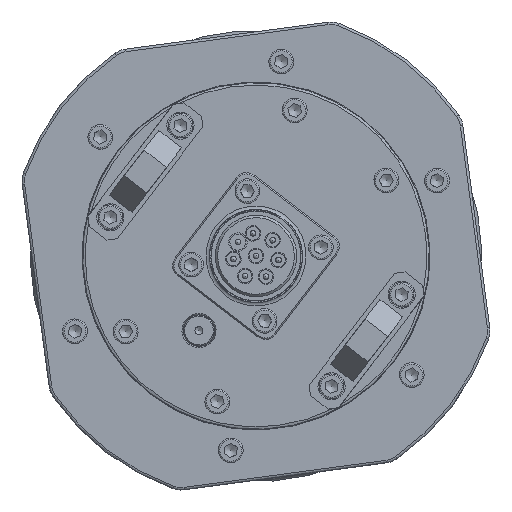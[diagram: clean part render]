
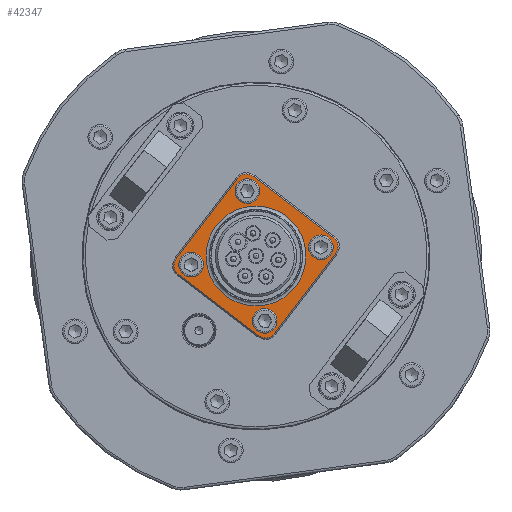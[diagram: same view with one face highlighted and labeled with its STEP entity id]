
A CAD part, left-side view. The second image highlights one B-rep face of the part: STEP entity #42347.
In plain terms, the highlighted planar face has unit normal (-1, 0, 0).
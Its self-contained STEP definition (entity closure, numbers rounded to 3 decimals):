
#2950=LINE('',#61601,#6144);
#2955=LINE('',#61616,#6149);
#2958=LINE('',#61622,#6152);
#2962=LINE('',#61635,#6156);
#6144=VECTOR('',#50446,10.);
#6149=VECTOR('',#50463,10.);
#6152=VECTOR('',#50468,10.);
#6156=VECTOR('',#50484,10.);
#9200=FACE_BOUND('',#12451,.T.);
#9201=FACE_BOUND('',#12452,.T.);
#9202=FACE_BOUND('',#12453,.T.);
#9203=FACE_BOUND('',#12454,.T.);
#9204=FACE_BOUND('',#12455,.T.);
#10009=FACE_OUTER_BOUND('',#12450,.T.);
#12450=EDGE_LOOP('',(#29140,#29141,#29142,#29143,#29144,#29145,#29146,#29147));
#12451=EDGE_LOOP('',(#29148,#29149));
#12452=EDGE_LOOP('',(#29150,#29151));
#12453=EDGE_LOOP('',(#29152,#29153));
#12454=EDGE_LOOP('',(#29154,#29155));
#12455=EDGE_LOOP('',(#29156));
#14888=CIRCLE('',#45169,5.);
#14889=CIRCLE('',#45170,5.);
#14896=CIRCLE('',#45187,5.);
#14897=CIRCLE('',#45188,5.);
#14904=CIRCLE('',#45205,5.);
#14905=CIRCLE('',#45206,5.);
#14912=CIRCLE('',#45223,5.);
#14913=CIRCLE('',#45224,5.);
#14991=CIRCLE('',#45379,4.5);
#14993=CIRCLE('',#45382,4.5);
#14994=CIRCLE('',#45386,4.5);
#14996=CIRCLE('',#45389,4.5);
#14997=CIRCLE('',#45392,20.25);
#16622=VERTEX_POINT('',#61039);
#16623=VERTEX_POINT('',#61040);
#16643=VERTEX_POINT('',#61113);
#16644=VERTEX_POINT('',#61114);
#16664=VERTEX_POINT('',#61187);
#16665=VERTEX_POINT('',#61188);
#16685=VERTEX_POINT('',#61261);
#16686=VERTEX_POINT('',#61262);
#16784=VERTEX_POINT('',#61598);
#16785=VERTEX_POINT('',#61600);
#16786=VERTEX_POINT('',#61604);
#16787=VERTEX_POINT('',#61608);
#16789=VERTEX_POINT('',#61614);
#16790=VERTEX_POINT('',#61618);
#16792=VERTEX_POINT('',#61624);
#16793=VERTEX_POINT('',#61628);
#16795=VERTEX_POINT('',#61637);
#21205=EDGE_CURVE('',#16622,#16623,#14888,.T.);
#21206=EDGE_CURVE('',#16623,#16622,#14889,.T.);
#21234=EDGE_CURVE('',#16643,#16644,#14896,.T.);
#21235=EDGE_CURVE('',#16644,#16643,#14897,.T.);
#21263=EDGE_CURVE('',#16664,#16665,#14904,.T.);
#21264=EDGE_CURVE('',#16665,#16664,#14905,.T.);
#21292=EDGE_CURVE('',#16685,#16686,#14912,.T.);
#21293=EDGE_CURVE('',#16686,#16685,#14913,.T.);
#21441=EDGE_CURVE('',#16784,#16785,#2950,.T.);
#21444=EDGE_CURVE('',#16786,#16784,#14991,.T.);
#21447=EDGE_CURVE('',#16785,#16787,#14993,.T.);
#21449=EDGE_CURVE('',#16789,#16786,#2955,.T.);
#21452=EDGE_CURVE('',#16787,#16790,#2958,.T.);
#21454=EDGE_CURVE('',#16792,#16789,#14994,.T.);
#21457=EDGE_CURVE('',#16790,#16793,#14996,.T.);
#21459=EDGE_CURVE('',#16793,#16792,#2962,.T.);
#21460=EDGE_CURVE('',#16795,#16795,#14997,.T.);
#29140=ORIENTED_EDGE('',*,*,#21441,.F.);
#29141=ORIENTED_EDGE('',*,*,#21444,.F.);
#29142=ORIENTED_EDGE('',*,*,#21449,.F.);
#29143=ORIENTED_EDGE('',*,*,#21454,.F.);
#29144=ORIENTED_EDGE('',*,*,#21459,.F.);
#29145=ORIENTED_EDGE('',*,*,#21457,.F.);
#29146=ORIENTED_EDGE('',*,*,#21452,.F.);
#29147=ORIENTED_EDGE('',*,*,#21447,.F.);
#29148=ORIENTED_EDGE('',*,*,#21205,.T.);
#29149=ORIENTED_EDGE('',*,*,#21206,.T.);
#29150=ORIENTED_EDGE('',*,*,#21234,.T.);
#29151=ORIENTED_EDGE('',*,*,#21235,.T.);
#29152=ORIENTED_EDGE('',*,*,#21263,.T.);
#29153=ORIENTED_EDGE('',*,*,#21264,.T.);
#29154=ORIENTED_EDGE('',*,*,#21292,.T.);
#29155=ORIENTED_EDGE('',*,*,#21293,.T.);
#29156=ORIENTED_EDGE('',*,*,#21460,.F.);
#38518=PLANE('',#45391);
#42347=ADVANCED_FACE('',(#10009,#9200,#9201,#9202,#9203,#9204),#38518,.F.);
#45169=AXIS2_PLACEMENT_3D('',#61041,#49923,#49924);
#45170=AXIS2_PLACEMENT_3D('',#61042,#49925,#49926);
#45187=AXIS2_PLACEMENT_3D('',#61115,#49973,#49974);
#45188=AXIS2_PLACEMENT_3D('',#61116,#49975,#49976);
#45205=AXIS2_PLACEMENT_3D('',#61189,#50023,#50024);
#45206=AXIS2_PLACEMENT_3D('',#61190,#50025,#50026);
#45223=AXIS2_PLACEMENT_3D('',#61263,#50073,#50074);
#45224=AXIS2_PLACEMENT_3D('',#61264,#50075,#50076);
#45379=AXIS2_PLACEMENT_3D('',#61606,#50451,#50452);
#45382=AXIS2_PLACEMENT_3D('',#61612,#50458,#50459);
#45386=AXIS2_PLACEMENT_3D('',#61626,#50472,#50473);
#45389=AXIS2_PLACEMENT_3D('',#61632,#50479,#50480);
#45391=AXIS2_PLACEMENT_3D('',#61636,#50485,#50486);
#45392=AXIS2_PLACEMENT_3D('',#61638,#50487,#50488);
#49923=DIRECTION('center_axis',(1.,0.,0.));
#49924=DIRECTION('ref_axis',(0.,-0.022,1.));
#49925=DIRECTION('center_axis',(1.,0.,0.));
#49926=DIRECTION('ref_axis',(0.,-0.022,1.));
#49973=DIRECTION('center_axis',(1.,0.,0.));
#49974=DIRECTION('ref_axis',(0.,-1.,-0.022));
#49975=DIRECTION('center_axis',(1.,0.,0.));
#49976=DIRECTION('ref_axis',(0.,-1.,-0.022));
#50023=DIRECTION('center_axis',(1.,0.,0.));
#50024=DIRECTION('ref_axis',(0.,0.022,-1.));
#50025=DIRECTION('center_axis',(1.,0.,0.));
#50026=DIRECTION('ref_axis',(0.,0.022,-1.));
#50073=DIRECTION('center_axis',(1.,0.,0.));
#50074=DIRECTION('ref_axis',(0.,1.,0.022));
#50075=DIRECTION('center_axis',(1.,0.,0.));
#50076=DIRECTION('ref_axis',(0.,1.,0.022));
#50446=DIRECTION('',(0.,0.607,-0.794));
#50451=DIRECTION('center_axis',(1.,0.,0.));
#50452=DIRECTION('ref_axis',(0.,-0.607,0.794));
#50458=DIRECTION('center_axis',(1.,0.,0.));
#50459=DIRECTION('ref_axis',(0.,-0.794,-0.607));
#50463=DIRECTION('',(0.,-0.794,-0.607));
#50468=DIRECTION('',(0.,0.794,0.607));
#50472=DIRECTION('center_axis',(1.,0.,0.));
#50473=DIRECTION('ref_axis',(0.,0.794,0.607));
#50479=DIRECTION('center_axis',(1.,0.,0.));
#50480=DIRECTION('ref_axis',(0.,0.607,-0.794));
#50484=DIRECTION('',(0.,-0.607,0.794));
#50485=DIRECTION('center_axis',(1.,0.,0.));
#50486=DIRECTION('ref_axis',(0.,0.607,-0.794));
#50487=DIRECTION('center_axis',(-1.,0.,
0.));
#50488=DIRECTION('ref_axis',(0.,0.607,-0.794));
#61039=CARTESIAN_POINT('',(-150.658,-230.631,1867.547));
#61040=CARTESIAN_POINT('',(-150.658,-230.41,1857.55));
#61041=CARTESIAN_POINT('Origin',(-150.658,-230.52,1862.549));
#61042=CARTESIAN_POINT('Origin',(-150.658,-230.52,1862.549));
#61113=CARTESIAN_POINT('',(-150.658,-205.748,1885.202));
#61114=CARTESIAN_POINT('',(-150.658,-195.75,1885.423));
#61115=CARTESIAN_POINT('Origin',(-150.658,-200.749,1885.312));
#61116=CARTESIAN_POINT('Origin',(-150.658,-200.749,1885.312));
#61187=CARTESIAN_POINT('',(-150.658,-223.402,1910.085));
#61188=CARTESIAN_POINT('',(-150.658,-223.623,1920.082));
#61189=CARTESIAN_POINT('Origin',(-150.658,-223.513,1915.083));
#61190=CARTESIAN_POINT('Origin',(-150.658,-223.513,1915.083));
#61261=CARTESIAN_POINT('',(-150.658,-248.285,1892.43));
#61262=CARTESIAN_POINT('',(-150.658,-258.283,1892.209));
#61263=CARTESIAN_POINT('Origin',(-150.658,-253.284,1892.32));
#61264=CARTESIAN_POINT('Origin',(-150.658,-253.284,1892.32));
#61598=CARTESIAN_POINT('',(-150.658,-259.328,1889.916));
#61600=CARTESIAN_POINT('',(-150.658,-234.424,1857.346));
#61601=CARTESIAN_POINT('',(-150.658,-240.65,1865.488));
#61604=CARTESIAN_POINT('',(-150.658,-258.487,1896.224));
#61606=CARTESIAN_POINT('Origin',(-150.658,-255.753,1892.649));
#61608=CARTESIAN_POINT('',(-150.658,-228.116,1856.504));
#61612=CARTESIAN_POINT('Origin',(-150.658,-230.85,1860.079));
#61614=CARTESIAN_POINT('',(-150.658,-225.917,1921.128));
#61616=CARTESIAN_POINT('',(-150.658,-250.344,1902.45));
#61618=CARTESIAN_POINT('',(-150.658,-195.546,1881.408));
#61622=CARTESIAN_POINT('',(-150.658,-203.689,1875.182));
#61624=CARTESIAN_POINT('',(-150.658,-219.608,1920.286));
#61626=CARTESIAN_POINT('Origin',(-150.658,-223.183,1917.553));
#61628=CARTESIAN_POINT('',(-150.658,-194.705,1887.716));
#61632=CARTESIAN_POINT('Origin',(-150.658,-198.28,1884.983));
#61635=CARTESIAN_POINT('',(-150.658,-213.383,1912.144));
#61636=CARTESIAN_POINT('Origin',(-150.658,-227.016,1888.816));
#61637=CARTESIAN_POINT('',(-150.658,-239.316,1904.902));
#61638=CARTESIAN_POINT('Origin',(-150.658,-227.016,1888.816));
